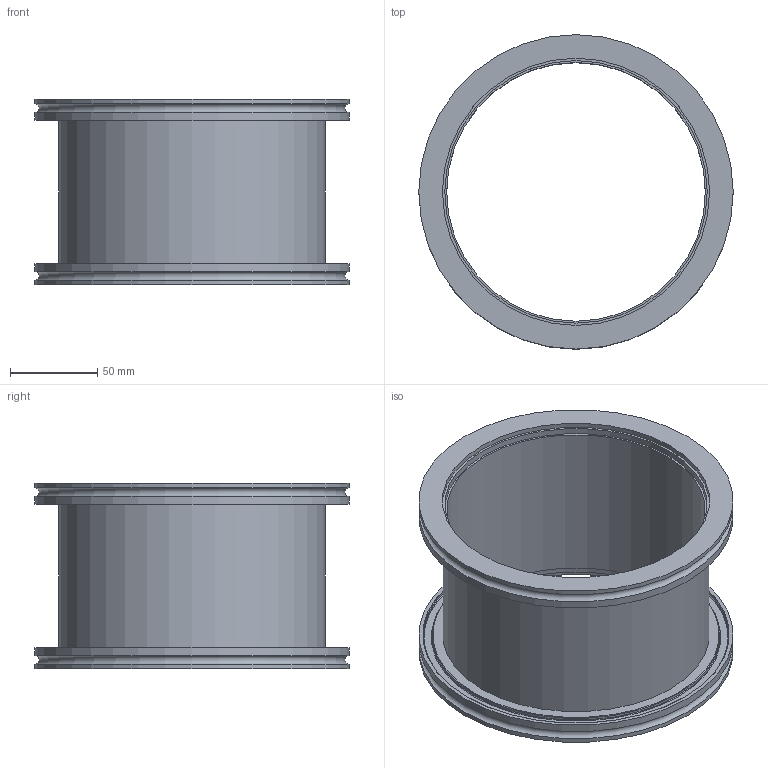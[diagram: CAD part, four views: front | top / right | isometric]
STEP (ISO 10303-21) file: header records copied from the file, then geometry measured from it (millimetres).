
FILE_DESCRIPTION( ( 'Unknown' ), '1' );
FILE_NAME( 'QF160-600-N.stp', 'Unknown', ( 'Unknown' ), ( 'Unknown' ), 'PSStep 15.0.49', 'Unknown', ' ' );
FILE_SCHEMA( ( 'AUTOMOTIVE_DESIGN { 1 0 10303 214 1 1 1 1 }' ) );
Length unit declared in the file: millimetre
Products named in the file (1): p0002580
Bounding box: 180.09 x 180.09 x 106.07 mm (x, y, z)
Volume: 245122.3 mm3; surface area: 150706.6 mm2
Topology: 1 solids, 1 shells, 40 faces, 77 edges, 51 vertices
Faces by surface type: cylinder 16, plane 14, torus 10
Full cylindrical faces by diameter (mm): 148.184 x1, 150.368 x2, 152.4 x1, 152.908 x2, 153.01 x2, 165.1 x2, 175.057 x2, 180.086 x4
Entity records: 1144 total; most frequent: DIRECTION 162, CARTESIAN_POINT 121, AXIS2_PLACEMENT_3D 81, EDGE_LOOP 80, ORIENTED_EDGE 80, FACE_OUTER_BOUND 66, STYLED_ITEM 40, PRESENTATION_STYLE_ASSIGNMENT 40
